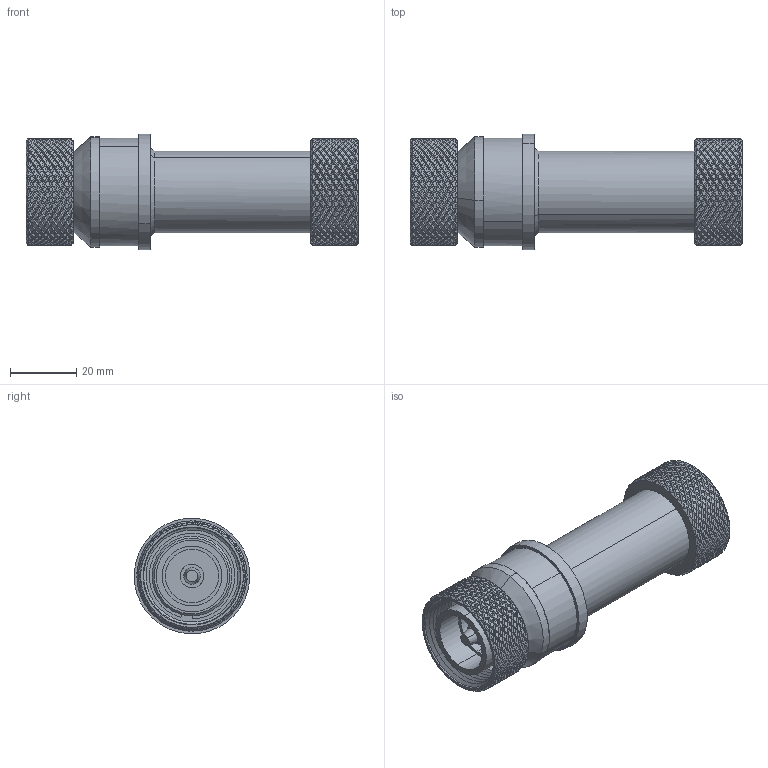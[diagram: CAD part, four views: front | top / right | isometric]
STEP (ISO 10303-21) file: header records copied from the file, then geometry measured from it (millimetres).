
FILE_DESCRIPTION (( 'STEP AP203' ), '1' );
FILE_NAME ('A12857-1-W.STEP', '2017-02-02T12:59:55', ( '' ), ( '' ), 'SwSTEP 2.0', 'SolidWorks 2017', '' );
FILE_SCHEMA (( 'CONFIG_CONTROL_DESIGN' ));
Products named in the file (1): A12857-1-W
Bounding box: 100.18 x 34.87 x 34.87 mm (x, y, z)
Volume: 31640.4 mm3; surface area: 29890.7 mm2
Topology: 1 solids, 1 shells, 3045 faces, 8973 edges, 5951 vertices
Faces by surface type: bspline 1920, cylinder 980, cone 106, plane 39
Entity records: 161441 total; most frequent: CARTESIAN_POINT 108570, ORIENTED_EDGE 17942, EDGE_CURVE 8971, VERTEX_POINT 5951, B_SPLINE_CURVE_WITH_KNOTS 3860, DIRECTION 3334, EDGE_LOOP 3072, ADVANCED_FACE 3045
